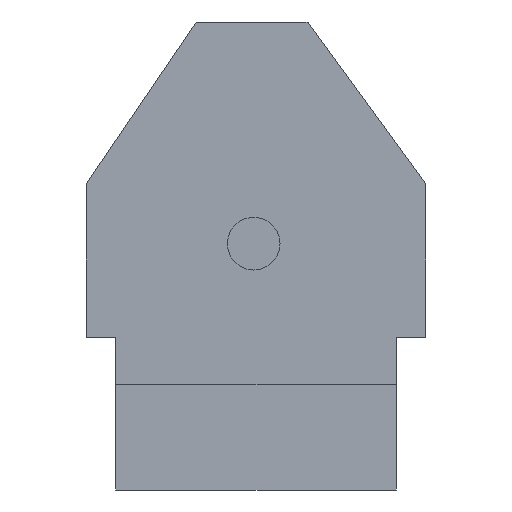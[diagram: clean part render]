
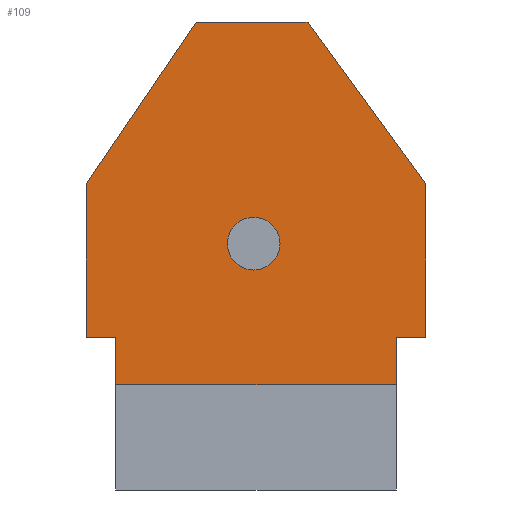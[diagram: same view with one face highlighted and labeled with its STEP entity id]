
A CAD part, front view. The second image highlights one B-rep face of the part: STEP entity #109.
In plain terms, the highlighted planar face has unit normal (0, -1, 0).
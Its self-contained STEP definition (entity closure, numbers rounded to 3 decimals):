
#8 = VERTEX_POINT ( 'NONE', #229 ) ;
#11 = EDGE_CURVE ( 'NONE', #37, #276, #411, .T. ) ;
#14 = CARTESIAN_POINT ( 'NONE',  ( 20.5, 2.75, -15.75 ) ) ;
#22 = DIRECTION ( 'NONE',  ( 0., -1., 0. ) ) ;
#24 = ORIENTED_EDGE ( 'NONE', *, *, #301, .T. ) ;
#26 = DIRECTION ( 'NONE',  ( 0., -1., 0. ) ) ;
#37 = VERTEX_POINT ( 'NONE', #179 ) ;
#46 = LINE ( 'NONE', #525, #455 ) ;
#51 = ORIENTED_EDGE ( 'NONE', *, *, #358, .T. ) ;
#52 = VERTEX_POINT ( 'NONE', #14 ) ;
#64 = CARTESIAN_POINT ( 'NONE',  ( 35.193, 2.75, -12.876 ) ) ;
#66 = CARTESIAN_POINT ( 'NONE',  ( 32.693, 2.75, -30.051 ) ) ;
#71 = CARTESIAN_POINT ( 'NONE',  ( 20.5, 2.75, -20.25 ) ) ;
#75 = DIRECTION ( 'NONE',  ( 0., 0., -1. ) ) ;
#79 = CARTESIAN_POINT ( 'NONE',  ( 15.571, 2.75, 0.949 ) ) ;
#83 = ORIENTED_EDGE ( 'NONE', *, *, #108, .F. ) ;
#86 = EDGE_CURVE ( 'NONE', #302, #8, #177, .T. ) ;
#87 = ORIENTED_EDGE ( 'NONE', *, *, #211, .T. ) ;
#101 = CARTESIAN_POINT ( 'NONE',  ( 20.5, 2.75, -18. ) ) ;
#104 = LINE ( 'NONE', #390, #574 ) ;
#107 = CARTESIAN_POINT ( 'NONE',  ( 32.693, 2.75, -25.995 ) ) ;
#108 = EDGE_CURVE ( 'NONE', #52, #318, #543, .T. ) ;
#109 = ADVANCED_FACE ( 'NONE', ( #137, #442 ), #410, .F. ) ;
#116 = VERTEX_POINT ( 'NONE', #332 ) ;
#117 = CARTESIAN_POINT ( 'NONE',  ( 6.193, 2.75, -12.876 ) ) ;
#126 = EDGE_CURVE ( 'NONE', #318, #52, #537, .T. ) ;
#130 = VECTOR ( 'NONE', #473, 1000. ) ;
#136 = VECTOR ( 'NONE', #510, 1000. ) ;
#137 = FACE_BOUND ( 'NONE', #292, .T. ) ;
#148 = DIRECTION ( 'NONE',  ( 1., 0., 0. ) ) ;
#149 = CARTESIAN_POINT ( 'NONE',  ( 35.193, 2.75, -25.995 ) ) ;
#158 = EDGE_LOOP ( 'NONE', ( #518, #51, #382, #545, #180, #87, #439, #24, #422, #334 ) ) ;
#171 = VECTOR ( 'NONE', #148, 1000. ) ;
#177 = LINE ( 'NONE', #189, #171 ) ;
#179 = CARTESIAN_POINT ( 'NONE',  ( 32.693, 2.75, -25.995 ) ) ;
#180 = ORIENTED_EDGE ( 'NONE', *, *, #343, .T. ) ;
#185 = VERTEX_POINT ( 'NONE', #376 ) ;
#186 = CARTESIAN_POINT ( 'NONE',  ( 6.193, 2.75, -25.995 ) ) ;
#188 = DIRECTION ( 'NONE',  ( 1., 0., 0. ) ) ;
#189 = CARTESIAN_POINT ( 'NONE',  ( 8.693, 2.75, -25.995 ) ) ;
#208 = VERTEX_POINT ( 'NONE', #241 ) ;
#209 = DIRECTION ( 'NONE',  ( -0.588, 0., 0.809 ) ) ;
#211 = EDGE_CURVE ( 'NONE', #394, #37, #498, .T. ) ;
#214 = DIRECTION ( 'NONE',  ( -1., 0., 0. ) ) ;
#219 = AXIS2_PLACEMENT_3D ( 'NONE', #101, #26, #277 ) ;
#224 = VECTOR ( 'NONE', #214, 1000. ) ;
#229 = CARTESIAN_POINT ( 'NONE',  ( 8.693, 2.75, -25.995 ) ) ;
#231 = LINE ( 'NONE', #64, #136 ) ;
#233 = DIRECTION ( 'NONE',  ( 0., 0., 1. ) ) ;
#241 = CARTESIAN_POINT ( 'NONE',  ( 35.193, 2.75, -12.876 ) ) ;
#253 = LINE ( 'NONE', #423, #484 ) ;
#276 = VERTEX_POINT ( 'NONE', #149 ) ;
#277 = DIRECTION ( 'NONE',  ( 0., 0., -1. ) ) ;
#292 = EDGE_LOOP ( 'NONE', ( #83, #452 ) ) ;
#301 = EDGE_CURVE ( 'NONE', #276, #208, #231, .T. ) ;
#302 = VERTEX_POINT ( 'NONE', #186 ) ;
#318 = VERTEX_POINT ( 'NONE', #71 ) ;
#322 = DIRECTION ( 'NONE',  ( 0., 0., -1. ) ) ;
#332 = CARTESIAN_POINT ( 'NONE',  ( 25.138, 2.75, 0.949 ) ) ;
#334 = ORIENTED_EDGE ( 'NONE', *, *, #524, .T. ) ;
#341 = DIRECTION ( 'NONE',  ( 0., 0., -1. ) ) ;
#342 = VECTOR ( 'NONE', #75, 1000. ) ;
#343 = EDGE_CURVE ( 'NONE', #185, #394, #253, .T. ) ;
#349 = LINE ( 'NONE', #79, #224 ) ;
#358 = EDGE_CURVE ( 'NONE', #559, #302, #365, .T. ) ;
#365 = LINE ( 'NONE', #554, #342 ) ;
#373 = DIRECTION ( 'NONE',  ( 0., 1., 0. ) ) ;
#376 = CARTESIAN_POINT ( 'NONE',  ( 8.693, 2.75, -30.051 ) ) ;
#381 = VECTOR ( 'NONE', #420, 1000. ) ;
#382 = ORIENTED_EDGE ( 'NONE', *, *, #86, .T. ) ;
#390 = CARTESIAN_POINT ( 'NONE',  ( 8.693, 2.75, -30.051 ) ) ;
#394 = VERTEX_POINT ( 'NONE', #66 ) ;
#409 = DIRECTION ( 'NONE',  ( 1., 0., 0. ) ) ;
#410 = PLANE ( 'NONE',  #429 ) ;
#411 = LINE ( 'NONE', #541, #505 ) ;
#420 = DIRECTION ( 'NONE',  ( 0., 0., 1. ) ) ;
#422 = ORIENTED_EDGE ( 'NONE', *, *, #469, .T. ) ;
#423 = CARTESIAN_POINT ( 'NONE',  ( 8.693, 2.75, -30.051 ) ) ;
#429 = AXIS2_PLACEMENT_3D ( 'NONE', #456, #373, #233 ) ;
#431 = CARTESIAN_POINT ( 'NONE',  ( 15.571, 2.75, 0.949 ) ) ;
#439 = ORIENTED_EDGE ( 'NONE', *, *, #11, .T. ) ;
#442 = FACE_OUTER_BOUND ( 'NONE', #158, .T. ) ;
#446 = EDGE_CURVE ( 'NONE', #532, #559, #515, .T. ) ;
#452 = ORIENTED_EDGE ( 'NONE', *, *, #126, .F. ) ;
#455 = VECTOR ( 'NONE', #209, 1000. ) ;
#456 = CARTESIAN_POINT ( 'NONE',  ( 0., 2.75, 0. ) ) ;
#469 = EDGE_CURVE ( 'NONE', #208, #116, #46, .T. ) ;
#473 = DIRECTION ( 'NONE',  ( -0.561, 0., -0.828 ) ) ;
#477 = CARTESIAN_POINT ( 'NONE',  ( 6.193, 2.75, -12.876 ) ) ;
#484 = VECTOR ( 'NONE', #188, 1000. ) ;
#498 = LINE ( 'NONE', #107, #381 ) ;
#505 = VECTOR ( 'NONE', #409, 1000. ) ;
#510 = DIRECTION ( 'NONE',  ( 0., 0., 1. ) ) ;
#515 = LINE ( 'NONE', #117, #130 ) ;
#518 = ORIENTED_EDGE ( 'NONE', *, *, #446, .T. ) ;
#524 = EDGE_CURVE ( 'NONE', #116, #532, #349, .T. ) ;
#525 = CARTESIAN_POINT ( 'NONE',  ( 25.138, 2.75, 0.949 ) ) ;
#532 = VERTEX_POINT ( 'NONE', #431 ) ;
#537 = CIRCLE ( 'NONE', #577, 2.25 ) ;
#541 = CARTESIAN_POINT ( 'NONE',  ( 35.193, 2.75, -25.995 ) ) ;
#543 = CIRCLE ( 'NONE', #219, 2.25 ) ;
#545 = ORIENTED_EDGE ( 'NONE', *, *, #571, .T. ) ;
#553 = CARTESIAN_POINT ( 'NONE',  ( 20.5, 2.75, -18. ) ) ;
#554 = CARTESIAN_POINT ( 'NONE',  ( 6.193, 2.75, -25.995 ) ) ;
#559 = VERTEX_POINT ( 'NONE', #477 ) ;
#571 = EDGE_CURVE ( 'NONE', #8, #185, #104, .T. ) ;
#574 = VECTOR ( 'NONE', #341, 1000. ) ;
#577 = AXIS2_PLACEMENT_3D ( 'NONE', #553, #22, #322 ) ;
